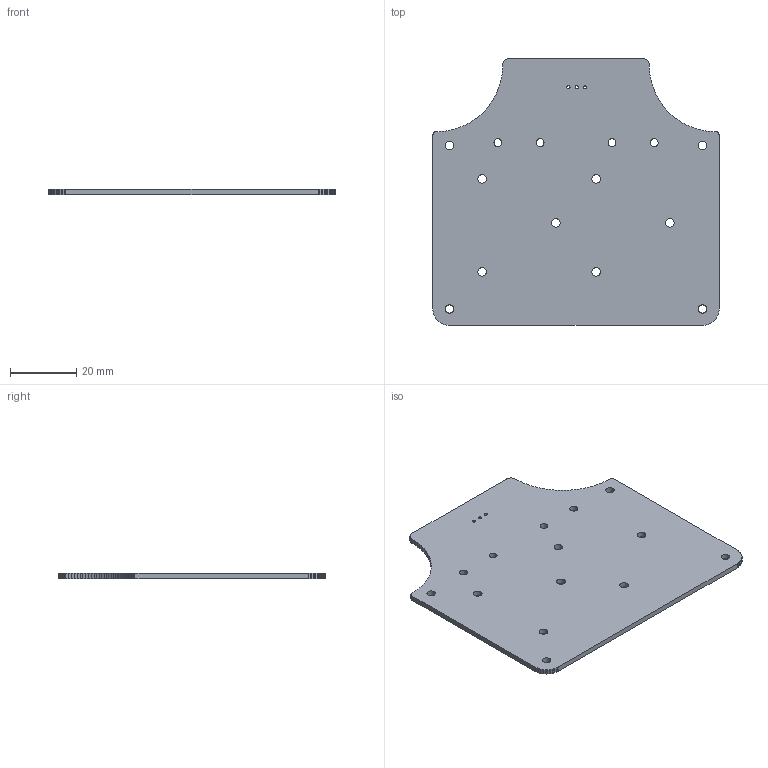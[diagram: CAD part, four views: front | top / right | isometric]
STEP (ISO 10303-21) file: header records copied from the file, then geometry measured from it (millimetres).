
FILE_DESCRIPTION(('KiCad electronic assembly'),'2;1');
FILE_NAME('Baterija.step','2024-02-10T22:18:03',('Pcbnew'),('Kicad'), 'Open CASCADE STEP processor 7.7','KiCad to STEP converter','Unknown' );
FILE_SCHEMA(('AUTOMOTIVE_DESIGN { 1 0 10303 214 1 1 1 1 }'));
Length unit declared in the file: millimetre
Products named in the file (2): Baterija 1; Baterija PCB
Assembly tree (1 placements, depth 2):
  Baterija 1
    Baterija PCB
Bounding box: 86.22 x 80.38 x 1.6 mm (x, y, z)
Volume: 9747.4 mm3; surface area: 12870.1 mm2
Topology: 1 solids, 1 shells, 171 faces, 507 edges, 338 vertices
Faces by surface type: plane 154, cylinder 17
Full cylindrical faces by diameter (mm): 0.95 x3, 2.4 x4, 2.5 x4, 2.6 x6
Entity records: 12445 total; most frequent: CARTESIAN_POINT 2236, DIRECTION 1867, LINE 1453, VECTOR 1453, ORIENTED_EDGE 1014, PCURVE 1014, DEFINITIONAL_REPRESENTATION 1014, EDGE_CURVE 507
